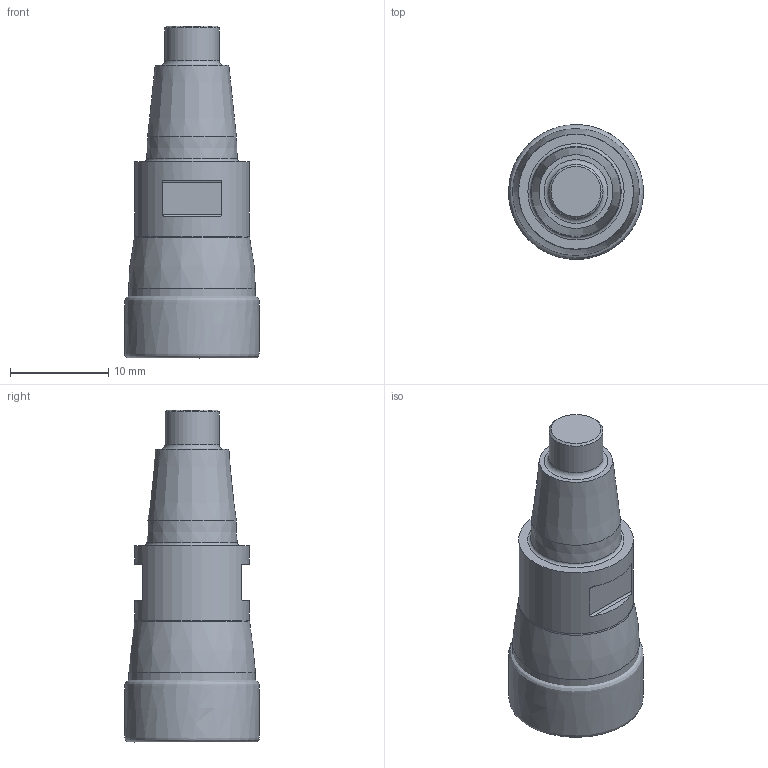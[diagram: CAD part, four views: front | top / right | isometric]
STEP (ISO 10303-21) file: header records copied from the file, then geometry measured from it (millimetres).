
FILE_DESCRIPTION(/* description */ (''),/* implementation_level */ '2;1');
FILE_NAME(/* name */ 'toolassembly_1.stp',/* time_stamp */ '2018-06-28T10:42:39+02:00',/* author */ (''),/* organization */ ('SMS'),/* preprocessor_version */ 'ST-DEVELOPER v15',/* originating_system */ 'SIEMENS PLM Software NX 8.5',/* authorisation */ '');
FILE_SCHEMA (('AUTOMOTIVE_DESIGN { 1 0 10303 214 3 1 1 1 }'));
Length unit declared in the file: millimetre
Products named in the file (4): ASSEMBLY_CONSTRUCTION; CUT_20180628104149; NOCUT_20180628104143; TOOLASSEMBLY_1
Assembly tree (3 placements, depth 2):
  TOOLASSEMBLY_1
    NOCUT_20180628104143
    CUT_20180628104149
    ASSEMBLY_CONSTRUCTION
Bounding box: 13.71 x 13.72 x 33.8 mm (x, y, z)
Volume: 3704.2 mm3; surface area: 1896.5 mm2
Topology: 2 solids, 2 shells, 34 faces, 69 edges, 49 vertices
Faces by surface type: plane 11, torus 8, cylinder 7, cone 6, revolution 1, bspline 1
Full cylindrical faces by diameter (mm): 5.5 x1, 11.7 x1, 12.9 x1
Entity records: 4843 total; most frequent: CARTESIAN_POINT 4038, DIRECTION 151, ORIENTED_EDGE 92, AXIS2_PLACEMENT_3D 69, EDGE_LOOP 56, EDGE_CURVE 46, FACE_BOUND 45, VERTEX_POINT 39
